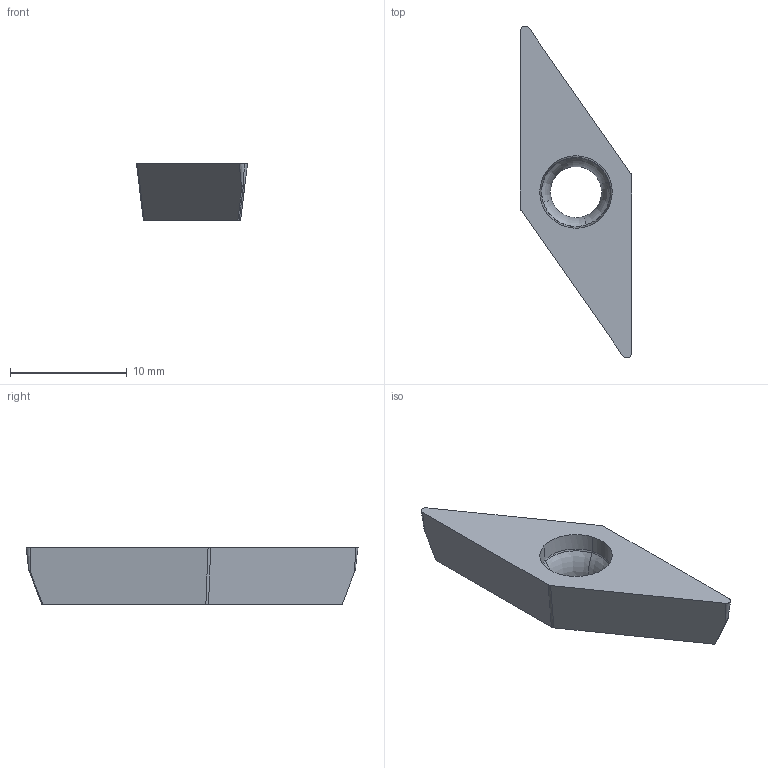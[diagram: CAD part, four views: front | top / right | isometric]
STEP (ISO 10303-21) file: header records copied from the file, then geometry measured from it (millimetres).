
FILE_DESCRIPTION(/* description */ (''),/* implementation_level */ '2;1');
FILE_NAME(/* name */ 'aaa339205_a.stp',/* time_stamp */ '2019-09-24T10:05:42+02:00',/* author */ (''),/* organization */ ('SMS'),/* preprocessor_version */ 'ST-DEVELOPER v16.7',/* originating_system */ 'SIEMENS PLM Software NX 12.0',/* authorisation */ '');
FILE_SCHEMA (('AUTOMOTIVE_DESIGN { 1 0 10303 214 3 1 1 1 }'));
Length unit declared in the file: millimetre
Products named in the file (1): AAA339205_A
Bounding box: 9.53 x 28.49 x 4.84 mm (x, y, z)
Volume: 568.9 mm3; surface area: 611.1 mm2
Topology: 1 solids, 1 shells, 32 faces, 77 edges, 49 vertices
Faces by surface type: bspline 20, plane 6, cone 4, cylinder 2
Entity records: 3080 total; most frequent: CARTESIAN_POINT 2441, ORIENTED_EDGE 152, EDGE_CURVE 76, DIRECTION 62, B_SPLINE_CURVE_WITH_KNOTS 53, VERTEX_POINT 46, EDGE_LOOP 34, ADVANCED_FACE 32
